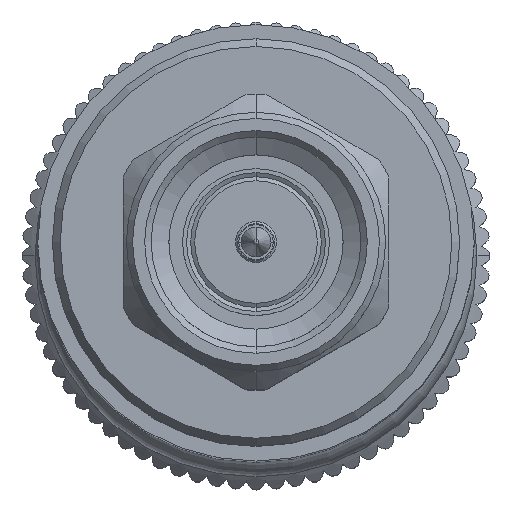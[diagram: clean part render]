
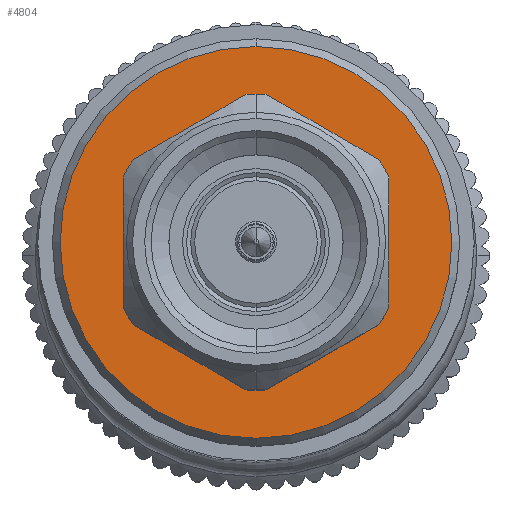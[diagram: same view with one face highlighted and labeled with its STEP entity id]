
A CAD part, top view. The second image highlights one B-rep face of the part: STEP entity #4804.
In plain terms, the highlighted face is planar.
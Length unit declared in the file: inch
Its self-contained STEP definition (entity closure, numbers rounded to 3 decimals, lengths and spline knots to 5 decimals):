
#983 = CIRCLE ( 'NONE', #6475, 0.12928 ) ;
#1185 = ORIENTED_EDGE ( 'NONE', *, *, #18712, .T. ) ;
#2768 = CARTESIAN_POINT ( 'NONE',  ( 0.34866, -0.239, 0. ) ) ;
#2780 = DIRECTION ( 'NONE',  ( 0., -1., 0. ) ) ;
#2971 = EDGE_CURVE ( 'NONE', #4126, #20351, #983, .T. ) ;
#3121 = EDGE_CURVE ( 'NONE', #11852, #6597, #17215, .T. ) ;
#3606 = CARTESIAN_POINT ( 'NONE',  ( 0.34866, 0., 0. ) ) ;
#4090 = FACE_BOUND ( 'NONE', #16874, .T. ) ;
#4126 = VERTEX_POINT ( 'NONE', #6416 ) ;
#4385 = ORIENTED_EDGE ( 'NONE', *, *, #3121, .T. ) ;
#4804 = ADVANCED_FACE ( 'NONE', ( #4090, #10691 ), #5938, .F. ) ;
#5490 = CARTESIAN_POINT ( 'NONE',  ( 0.34866, 0.239, 0. ) ) ;
#5617 = ORIENTED_EDGE ( 'NONE', *, *, #2971, .F. ) ;
#5849 = CIRCLE ( 'NONE', #17943, 0.12928 ) ;
#5938 = PLANE ( 'NONE',  #8567 ) ;
#6416 = CARTESIAN_POINT ( 'NONE',  ( 0.34866, -0.12928, 0. ) ) ;
#6475 = AXIS2_PLACEMENT_3D ( 'NONE', #11666, #13711, #15034 ) ;
#6597 = VERTEX_POINT ( 'NONE', #2768 ) ;
#7513 = ORIENTED_EDGE ( 'NONE', *, *, #13524, .F. ) ;
#8567 = AXIS2_PLACEMENT_3D ( 'NONE', #17294, #15678, #10802 ) ;
#9568 = CARTESIAN_POINT ( 'NONE',  ( 0.34866, 0., 0. ) ) ;
#10691 = FACE_OUTER_BOUND ( 'NONE', #15967, .T. ) ;
#10802 = DIRECTION ( 'NONE',  ( 0., 1., 0. ) ) ;
#10830 = DIRECTION ( 'NONE',  ( 0., -1., 0. ) ) ;
#11482 = AXIS2_PLACEMENT_3D ( 'NONE', #3606, #17326, #10830 ) ;
#11572 = CARTESIAN_POINT ( 'NONE',  ( 0.34866, 0.12928, 0. ) ) ;
#11652 = AXIS2_PLACEMENT_3D ( 'NONE', #17176, #18808, #19022 ) ;
#11666 = CARTESIAN_POINT ( 'NONE',  ( 0.34866, 0., 0. ) ) ;
#11852 = VERTEX_POINT ( 'NONE', #5490 ) ;
#13524 = EDGE_CURVE ( 'NONE', #20351, #4126, #5849, .T. ) ;
#13711 = DIRECTION ( 'NONE',  ( -1., 0., 0. ) ) ;
#15034 = DIRECTION ( 'NONE',  ( 0., -1., 0. ) ) ;
#15678 = DIRECTION ( 'NONE',  ( 1., 0., 0. ) ) ;
#15967 = EDGE_LOOP ( 'NONE', ( #4385, #1185 ) ) ;
#16874 = EDGE_LOOP ( 'NONE', ( #5617, #7513 ) ) ;
#17176 = CARTESIAN_POINT ( 'NONE',  ( 0.34866, 0., 0. ) ) ;
#17215 = CIRCLE ( 'NONE', #11652, 0.239 ) ;
#17294 = CARTESIAN_POINT ( 'NONE',  ( 0.34866, 0.12928, 0. ) ) ;
#17326 = DIRECTION ( 'NONE',  ( -1., 0., 0. ) ) ;
#17570 = DIRECTION ( 'NONE',  ( -1., 0., 0. ) ) ;
#17943 = AXIS2_PLACEMENT_3D ( 'NONE', #9568, #17570, #2780 ) ;
#18712 = EDGE_CURVE ( 'NONE', #6597, #11852, #20809, .T. ) ;
#18808 = DIRECTION ( 'NONE',  ( -1., 0., 0. ) ) ;
#19022 = DIRECTION ( 'NONE',  ( 0., -1., 0. ) ) ;
#20351 = VERTEX_POINT ( 'NONE', #11572 ) ;
#20809 = CIRCLE ( 'NONE', #11482, 0.239 ) ;
